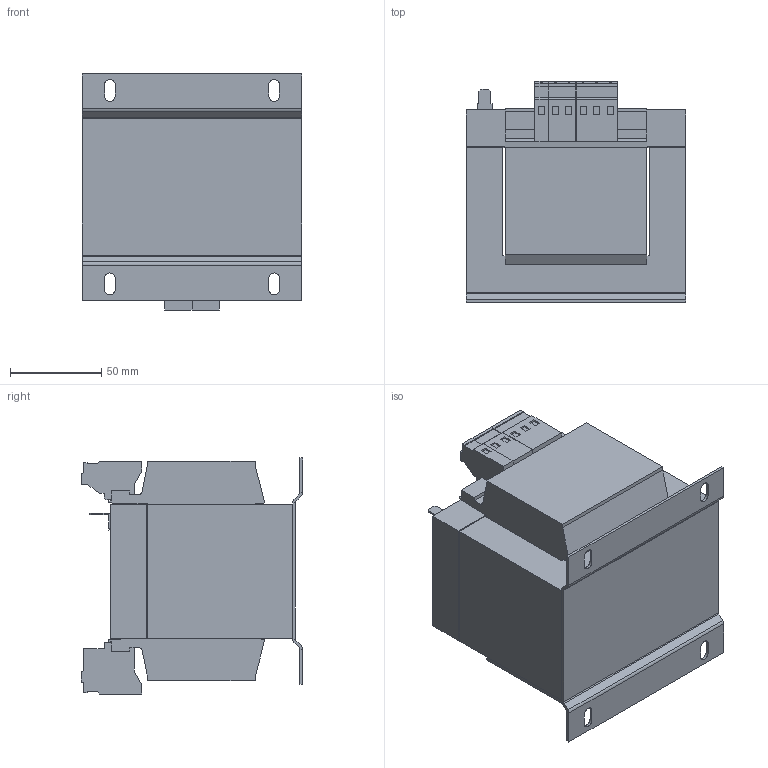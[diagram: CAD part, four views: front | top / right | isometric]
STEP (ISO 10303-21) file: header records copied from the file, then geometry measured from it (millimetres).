
FILE_DESCRIPTION (( 'STEP AP214' ), '1' );
FILE_NAME ('267157.STEP', '2020-07-16T10:41:30', ( '' ), ( '' ), 'SwSTEP 2.0', 'SolidWorks 2018', '' );
FILE_SCHEMA (( 'AUTOMOTIVE_DESIGN' ));
Length unit declared in the file: millimetre
Products named in the file (1): 267157
Bounding box: 120 x 121.25 x 129.3 mm (x, y, z)
Volume: 1180925.5 mm3; surface area: 123129.3 mm2
Topology: 1 solids, 1 shells, 315 faces, 802 edges, 507 vertices
Faces by surface type: plane 273, cylinder 42
Entity records: 9334 total; most frequent: CARTESIAN_POINT 1625, ORIENTED_EDGE 1604, DIRECTION 1518, EDGE_CURVE 802, VECTOR 718, LINE 718, VERTEX_POINT 507, AXIS2_PLACEMENT_3D 400
